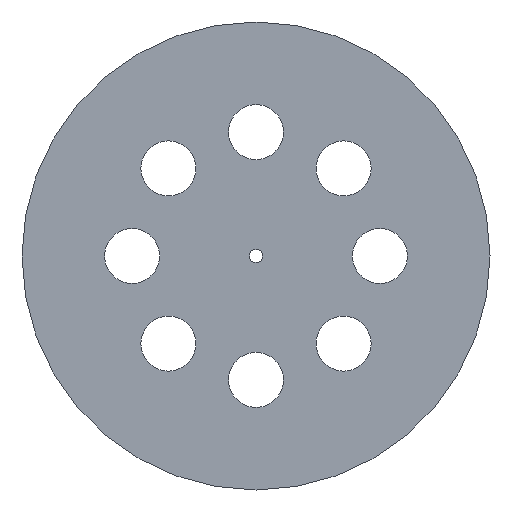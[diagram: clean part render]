
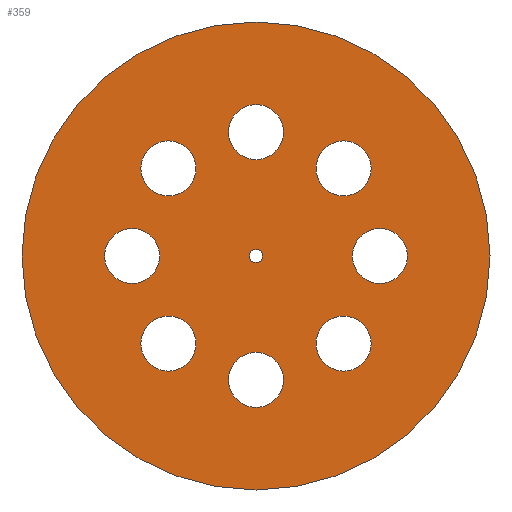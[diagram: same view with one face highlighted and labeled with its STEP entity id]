
A CAD part, front view. The second image highlights one B-rep face of the part: STEP entity #359.
In plain terms, the highlighted planar face has unit normal (0, -1, 0).
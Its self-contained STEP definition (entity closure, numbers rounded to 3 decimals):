
#26=FACE_BOUND('',#90,.T.);
#27=FACE_BOUND('',#91,.T.);
#28=FACE_BOUND('',#92,.T.);
#29=FACE_BOUND('',#93,.T.);
#30=FACE_BOUND('',#94,.T.);
#31=FACE_BOUND('',#95,.T.);
#32=FACE_BOUND('',#96,.T.);
#33=FACE_BOUND('',#97,.T.);
#34=FACE_BOUND('',#98,.T.);
#40=PLANE('',#418);
#59=FACE_OUTER_BOUND('',#89,.T.);
#89=EDGE_LOOP('',(#318));
#90=EDGE_LOOP('',(#319));
#91=EDGE_LOOP('',(#320));
#92=EDGE_LOOP('',(#321));
#93=EDGE_LOOP('',(#322));
#94=EDGE_LOOP('',(#323));
#95=EDGE_LOOP('',(#324));
#96=EDGE_LOOP('',(#325));
#97=EDGE_LOOP('',(#326));
#98=EDGE_LOOP('',(#327));
#137=CIRCLE('',#375,0.95);
#146=CIRCLE('',#392,4.);
#148=CIRCLE('',#395,4.);
#150=CIRCLE('',#398,4.);
#152=CIRCLE('',#401,4.);
#154=CIRCLE('',#404,4.);
#156=CIRCLE('',#407,4.);
#158=CIRCLE('',#410,4.);
#160=CIRCLE('',#413,4.);
#162=CIRCLE('',#416,34.);
#163=VERTEX_POINT('',#532);
#176=VERTEX_POINT('',#572);
#178=VERTEX_POINT('',#578);
#180=VERTEX_POINT('',#584);
#182=VERTEX_POINT('',#590);
#184=VERTEX_POINT('',#596);
#186=VERTEX_POINT('',#602);
#188=VERTEX_POINT('',#608);
#190=VERTEX_POINT('',#614);
#192=VERTEX_POINT('',#620);
#193=EDGE_CURVE('',#163,#163,#137,.T.);
#213=EDGE_CURVE('',#176,#176,#146,.T.);
#216=EDGE_CURVE('',#178,#178,#148,.T.);
#219=EDGE_CURVE('',#180,#180,#150,.T.);
#222=EDGE_CURVE('',#182,#182,#152,.T.);
#225=EDGE_CURVE('',#184,#184,#154,.T.);
#228=EDGE_CURVE('',#186,#186,#156,.T.);
#231=EDGE_CURVE('',#188,#188,#158,.T.);
#234=EDGE_CURVE('',#190,#190,#160,.T.);
#237=EDGE_CURVE('',#192,#192,#162,.T.);
#318=ORIENTED_EDGE('',*,*,#237,.F.);
#319=ORIENTED_EDGE('',*,*,#193,.T.);
#320=ORIENTED_EDGE('',*,*,#234,.F.);
#321=ORIENTED_EDGE('',*,*,#231,.F.);
#322=ORIENTED_EDGE('',*,*,#228,.F.);
#323=ORIENTED_EDGE('',*,*,#225,.F.);
#324=ORIENTED_EDGE('',*,*,#222,.F.);
#325=ORIENTED_EDGE('',*,*,#219,.F.);
#326=ORIENTED_EDGE('',*,*,#216,.F.);
#327=ORIENTED_EDGE('',*,*,#213,.F.);
#359=ADVANCED_FACE('',(#59,#26,#27,#28,#29,#30,#31,#32,#33,#34),#40,.F.);
#375=AXIS2_PLACEMENT_3D('',#533,#423,#424);
#392=AXIS2_PLACEMENT_3D('',#574,#468,#469);
#395=AXIS2_PLACEMENT_3D('',#580,#475,#476);
#398=AXIS2_PLACEMENT_3D('',#586,#482,#483);
#401=AXIS2_PLACEMENT_3D('',#592,#489,#490);
#404=AXIS2_PLACEMENT_3D('',#598,#496,#497);
#407=AXIS2_PLACEMENT_3D('',#604,#503,#504);
#410=AXIS2_PLACEMENT_3D('',#610,#510,#511);
#413=AXIS2_PLACEMENT_3D('',#616,#517,#518);
#416=AXIS2_PLACEMENT_3D('',#622,#524,#525);
#418=AXIS2_PLACEMENT_3D('',#624,#528,#529);
#423=DIRECTION('center_axis',(0.,1.,0.));
#424=DIRECTION('ref_axis',(1.,0.,0.));
#468=DIRECTION('center_axis',(0.,-1.,0.));
#469=DIRECTION('ref_axis',(1.,0.,0.));
#475=DIRECTION('center_axis',(0.,-1.,0.));
#476=DIRECTION('ref_axis',(1.,0.,0.));
#482=DIRECTION('center_axis',(0.,-1.,0.));
#483=DIRECTION('ref_axis',(1.,0.,0.));
#489=DIRECTION('center_axis',(0.,-1.,0.));
#490=DIRECTION('ref_axis',(1.,0.,0.));
#496=DIRECTION('center_axis',(0.,-1.,0.));
#497=DIRECTION('ref_axis',(1.,0.,0.));
#503=DIRECTION('center_axis',(0.,-1.,0.));
#504=DIRECTION('ref_axis',(1.,0.,0.));
#510=DIRECTION('center_axis',(0.,-1.,0.));
#511=DIRECTION('ref_axis',(1.,0.,0.));
#517=DIRECTION('center_axis',(0.,-1.,0.));
#518=DIRECTION('ref_axis',(1.,0.,0.));
#524=DIRECTION('center_axis',(0.,1.,0.));
#525=DIRECTION('ref_axis',(1.,0.,0.));
#528=DIRECTION('center_axis',(0.,1.,0.));
#529=DIRECTION('ref_axis',(1.,0.,0.));
#532=CARTESIAN_POINT('',(-0.95,0.,0.));
#533=CARTESIAN_POINT('Origin',(0.,0.,0.));
#572=CARTESIAN_POINT('',(14.,0.,0.));
#574=CARTESIAN_POINT('Origin',(18.,0.,0.));
#578=CARTESIAN_POINT('',(8.728,0.,-12.728));
#580=CARTESIAN_POINT('Origin',(12.728,0.,-12.728));
#584=CARTESIAN_POINT('',(-4.,0.,-18.));
#586=CARTESIAN_POINT('Origin',(0.,0.,-18.));
#590=CARTESIAN_POINT('',(-16.728,0.,12.728));
#592=CARTESIAN_POINT('Origin',(-12.728,0.,12.728));
#596=CARTESIAN_POINT('',(-4.,0.,18.));
#598=CARTESIAN_POINT('Origin',(0.,0.,18.));
#602=CARTESIAN_POINT('',(8.728,0.,12.728));
#604=CARTESIAN_POINT('Origin',(12.728,0.,12.728));
#608=CARTESIAN_POINT('',(-22.,0.,0.));
#610=CARTESIAN_POINT('Origin',(-18.,0.,0.));
#614=CARTESIAN_POINT('',(-16.728,0.,-12.728));
#616=CARTESIAN_POINT('Origin',(-12.728,0.,-12.728));
#620=CARTESIAN_POINT('',(-34.,0.,0.));
#622=CARTESIAN_POINT('Origin',(0.,0.,0.));
#624=CARTESIAN_POINT('Origin',(0.,0.,0.));
